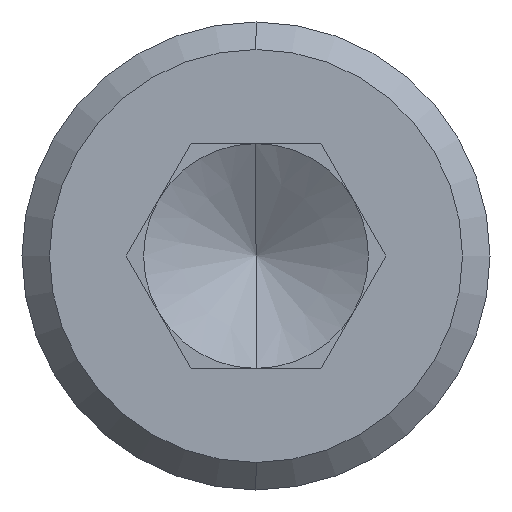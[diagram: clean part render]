
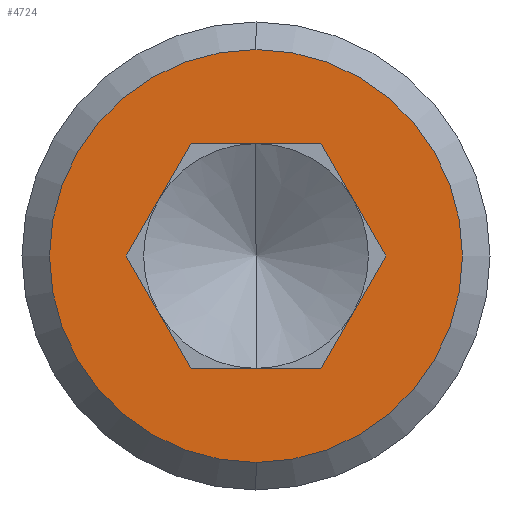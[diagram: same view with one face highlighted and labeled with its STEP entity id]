
A CAD part, left-side view. The second image highlights one B-rep face of the part: STEP entity #4724.
In plain terms, the highlighted planar face has unit normal (-1, 0, 0).
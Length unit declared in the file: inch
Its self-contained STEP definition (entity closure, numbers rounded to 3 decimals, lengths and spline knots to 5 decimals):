
#2203 = DIRECTION ( 'NONE',  ( 0., 1., 0. ) ) ;
#3142 = VECTOR ( 'NONE', #2203, 39.37008 ) ;
#3143 = CARTESIAN_POINT ( 'NONE',  ( 0., -0.04642, 0.08039 ) ) ;
#3144 = LINE ( 'NONE', #3143, #3142 ) ;
#3474 = CARTESIAN_POINT ( 'NONE',  ( 0., 0.04642, 0.08039 ) ) ;
#3495 = CARTESIAN_POINT ( 'NONE',  ( 0., -0.04642, -0.08039 ) ) ;
#3725 = VECTOR ( 'NONE', #3777, 39.37008 ) ;
#3777 = DIRECTION ( 'NONE',  ( 0., -0.5, 0.866 ) ) ;
#4014 = ORIENTED_EDGE ( 'NONE', *, *, #6378, .T. ) ;
#4016 = ORIENTED_EDGE ( 'NONE', *, *, #4272, .T. ) ;
#4086 = EDGE_LOOP ( 'NONE', ( #4205, #4267, #4273, #4444, #4327, #4508 ) ) ;
#4123 = VERTEX_POINT ( 'NONE', #3495 ) ;
#4139 = VERTEX_POINT ( 'NONE', #3474 ) ;
#4205 = ORIENTED_EDGE ( 'NONE', *, *, #4651, .T. ) ;
#4263 = EDGE_LOOP ( 'NONE', ( #4016, #4014 ) ) ;
#4267 = ORIENTED_EDGE ( 'NONE', *, *, #4652, .F. ) ;
#4272 = EDGE_CURVE ( 'NONE', #6372, #6261, #4408, .T. ) ;
#4273 = ORIENTED_EDGE ( 'NONE', *, *, #4506, .T. ) ;
#4274 = EDGE_CURVE ( 'NONE', #5184, #4550, #4402, .T. ) ;
#4327 = ORIENTED_EDGE ( 'NONE', *, *, #4365, .F. ) ;
#4365 = EDGE_CURVE ( 'NONE', #4550, #4123, #4460, .T. ) ;
#4399 = DIRECTION ( 'NONE',  ( 0., -0.5, -0.866 ) ) ;
#4400 = VECTOR ( 'NONE', #4399, 39.37008 ) ;
#4401 = CARTESIAN_POINT ( 'NONE',  ( 0., 0.09283, 0. ) ) ;
#4402 = LINE ( 'NONE', #4401, #4400 ) ;
#4404 = DIRECTION ( 'NONE',  ( 0., 0., 1. ) ) ;
#4405 = DIRECTION ( 'NONE',  ( -1., 0., 0. ) ) ;
#4406 = CARTESIAN_POINT ( 'NONE',  ( 0., 0., 0. ) ) ;
#4407 = AXIS2_PLACEMENT_3D ( 'NONE', #4406, #4405, #4404 ) ;
#4408 = CIRCLE ( 'NONE', #4407, 0.14764 ) ;
#4412 = DIRECTION ( 'NONE',  ( 0., -1., 0. ) ) ;
#4413 = CARTESIAN_POINT ( 'NONE',  ( 0., 0.04642, -0.08039 ) ) ;
#4433 = DIRECTION ( 'NONE',  ( 0., -0.5, -0.866 ) ) ;
#4434 = VECTOR ( 'NONE', #4433, 39.37008 ) ;
#4435 = CARTESIAN_POINT ( 'NONE',  ( 0., -0.04642, 0.08039 ) ) ;
#4436 = LINE ( 'NONE', #4435, #4434 ) ;
#4439 = DIRECTION ( 'NONE',  ( 0., 0.5, -0.866 ) ) ;
#4440 = VECTOR ( 'NONE', #4439, 39.37008 ) ;
#4441 = CARTESIAN_POINT ( 'NONE',  ( 0., -0.09283, 0. ) ) ;
#4442 = LINE ( 'NONE', #4441, #4440 ) ;
#4444 = ORIENTED_EDGE ( 'NONE', *, *, #4503, .T. ) ;
#4445 = CARTESIAN_POINT ( 'NONE',  ( 0., -0.09283, 0. ) ) ;
#4453 = CARTESIAN_POINT ( 'NONE',  ( 0., -0.04642, 0.08039 ) ) ;
#4454 = VECTOR ( 'NONE', #4412, 39.37008 ) ;
#4460 = LINE ( 'NONE', #4413, #4454 ) ;
#4464 = LINE ( 'NONE', #4492, #3725 ) ;
#4480 = CARTESIAN_POINT ( 'NONE',  ( 0., 0.04642, -0.08039 ) ) ;
#4492 = CARTESIAN_POINT ( 'NONE',  ( 0., 0.09283, 0. ) ) ;
#4500 = VERTEX_POINT ( 'NONE', #4453 ) ;
#4501 = VERTEX_POINT ( 'NONE', #4445 ) ;
#4503 = EDGE_CURVE ( 'NONE', #4501, #4123, #4442, .T. ) ;
#4506 = EDGE_CURVE ( 'NONE', #4500, #4501, #4436, .T. ) ;
#4508 = ORIENTED_EDGE ( 'NONE', *, *, #4274, .F. ) ;
#4513 = FACE_BOUND ( 'NONE', #4086, .T. ) ;
#4516 = CARTESIAN_POINT ( 'NONE',  ( 0., 0., 0. ) ) ;
#4517 = FACE_OUTER_BOUND ( 'NONE', #4263, .T. ) ;
#4533 = DIRECTION ( 'NONE',  ( -1., 0., 0. ) ) ;
#4535 = PLANE ( 'NONE',  #4549 ) ;
#4549 = AXIS2_PLACEMENT_3D ( 'NONE', #4516, #4533, #4587 ) ;
#4550 = VERTEX_POINT ( 'NONE', #4480 ) ;
#4586 = CARTESIAN_POINT ( 'NONE',  ( 0., 0.09283, 0. ) ) ;
#4587 = DIRECTION ( 'NONE',  ( 0., 0., 1. ) ) ;
#4651 = EDGE_CURVE ( 'NONE', #5184, #4139, #4464, .T. ) ;
#4652 = EDGE_CURVE ( 'NONE', #4500, #4139, #3144, .T. ) ;
#4724 = ADVANCED_FACE ( 'NONE', ( #4513, #4517 ), #4535, .T. ) ;
#4894 = CARTESIAN_POINT ( 'NONE',  ( 0., 0., 0.14764 ) ) ;
#5184 = VERTEX_POINT ( 'NONE', #4586 ) ;
#6261 = VERTEX_POINT ( 'NONE', #4894 ) ;
#6372 = VERTEX_POINT ( 'NONE', #10244 ) ;
#6378 = EDGE_CURVE ( 'NONE', #6261, #6372, #10288, .T. ) ;
#10244 = CARTESIAN_POINT ( 'NONE',  ( 0., 0., -0.14764 ) ) ;
#10264 = DIRECTION ( 'NONE',  ( 0., 0., 1. ) ) ;
#10265 = DIRECTION ( 'NONE',  ( -1., 0., 0. ) ) ;
#10266 = AXIS2_PLACEMENT_3D ( 'NONE', #10289, #10265, #10264 ) ;
#10288 = CIRCLE ( 'NONE', #10266, 0.14764 ) ;
#10289 = CARTESIAN_POINT ( 'NONE',  ( 0., 0., 0. ) ) ;
